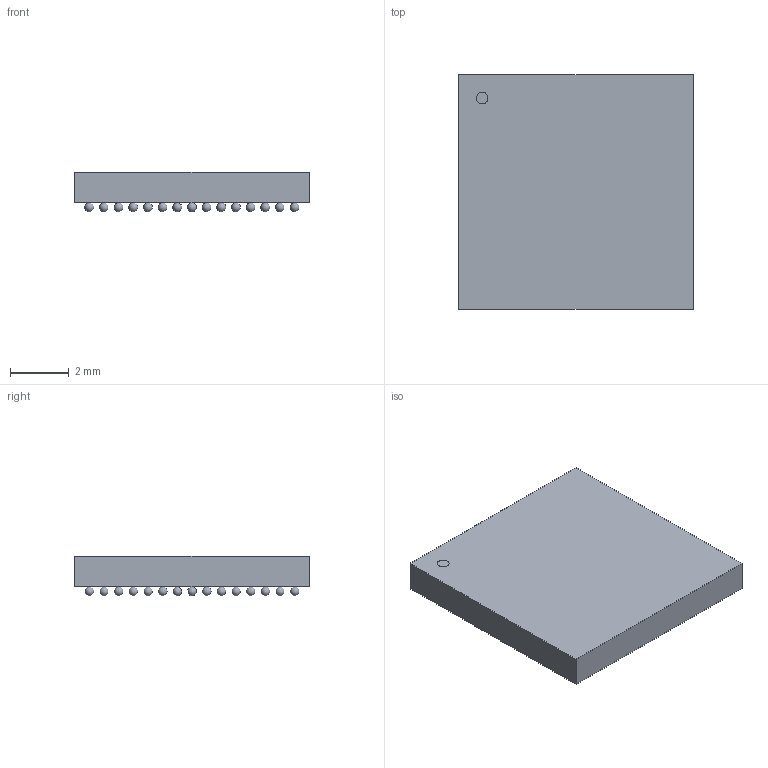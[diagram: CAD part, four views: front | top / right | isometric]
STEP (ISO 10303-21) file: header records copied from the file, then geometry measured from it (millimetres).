
FILE_DESCRIPTION(('STEP AP214'),'1');
FILE_NAME('BC_120_3_ADI','2024-12-11T10:00:09',(''),(''),'','','');
FILE_SCHEMA(('AUTOMOTIVE_DESIGN'));
Length unit declared in the file: millimetre
Products named in the file (1): product
Bounding box: 8 x 8 x 1.35 mm (x, y, z)
Volume: 70.5 mm3; surface area: 231.8 mm2
Topology: 242 solids, 242 shells, 249 faces, 735 edges, 490 vertices
Faces by surface type: sphere 240, plane 8, cylinder 1
Full cylindrical faces by diameter (mm): 0.4 x1
Entity records: 2533 total; most frequent: DIRECTION 518, CARTESIAN_POINT 263, AXIS2_PLACEMENT_3D 253, STYLED_ITEM 249, ADVANCED_FACE 249, MANIFOLD_SOLID_BREP 242, CLOSED_SHELL 242, SPHERICAL_SURFACE 240
